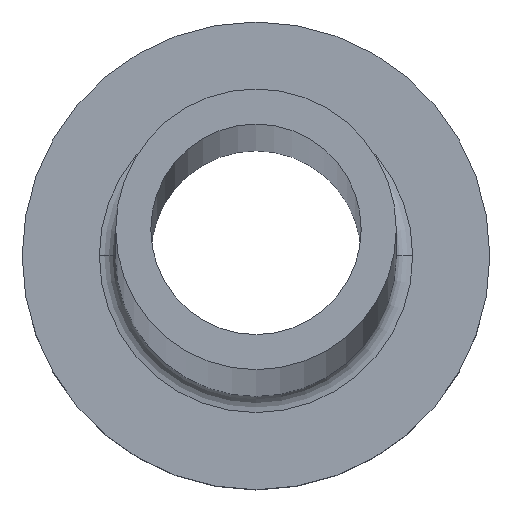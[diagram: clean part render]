
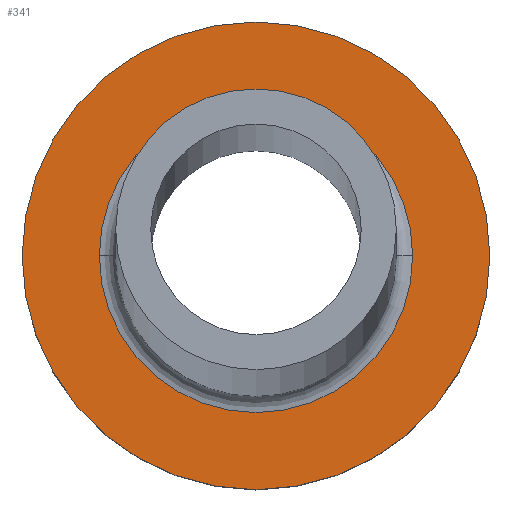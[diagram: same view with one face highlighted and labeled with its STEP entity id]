
A CAD part, top view. The second image highlights one B-rep face of the part: STEP entity #341.
In plain terms, the highlighted planar face has unit normal (0, 0, 1).
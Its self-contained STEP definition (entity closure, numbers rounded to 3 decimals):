
#1 = DIRECTION ( 'NONE',  ( 1., 0., 0. ) ) ;
#2 = EDGE_CURVE ( 'NONE', #271, #51, #263, .T. ) ;
#3 = FACE_BOUND ( 'NONE', #352, .T. ) ;
#8 = EDGE_LOOP ( 'NONE', ( #188, #135 ) ) ;
#24 = DIRECTION ( 'NONE',  ( 0., 0., -1. ) ) ;
#39 = DIRECTION ( 'NONE',  ( 0., 0., 1. ) ) ;
#44 = CARTESIAN_POINT ( 'NONE',  ( 0., 0., 7. ) ) ;
#47 = VERTEX_POINT ( 'NONE', #104 ) ;
#51 = VERTEX_POINT ( 'NONE', #337 ) ;
#53 = ORIENTED_EDGE ( 'NONE', *, *, #2, .T. ) ;
#84 = CIRCLE ( 'NONE', #370, 6.7 ) ;
#87 = CARTESIAN_POINT ( 'NONE',  ( 0., 0., 7. ) ) ;
#96 = CARTESIAN_POINT ( 'NONE',  ( 0., 0., 7. ) ) ;
#99 = DIRECTION ( 'NONE',  ( 0., 0., 1. ) ) ;
#104 = CARTESIAN_POINT ( 'NONE',  ( 10., 0., 7. ) ) ;
#108 = CARTESIAN_POINT ( 'NONE',  ( 0., 0., 7. ) ) ;
#118 = FACE_OUTER_BOUND ( 'NONE', #8, .T. ) ;
#120 = CIRCLE ( 'NONE', #338, 10. ) ;
#124 = CARTESIAN_POINT ( 'NONE',  ( 6.7, 0., 7. ) ) ;
#135 = ORIENTED_EDGE ( 'NONE', *, *, #300, .T. ) ;
#139 = DIRECTION ( 'NONE',  ( 0., 0., 1. ) ) ;
#154 = DIRECTION ( 'NONE',  ( 1., 0., 0. ) ) ;
#162 = CARTESIAN_POINT ( 'NONE',  ( 0., 0., 7. ) ) ;
#163 = EDGE_CURVE ( 'NONE', #51, #271, #84, .T. ) ;
#169 = DIRECTION ( 'NONE',  ( 0., 0., -1. ) ) ;
#172 = EDGE_CURVE ( 'NONE', #182, #47, #120, .T. ) ;
#180 = AXIS2_PLACEMENT_3D ( 'NONE', #96, #99, #237 ) ;
#182 = VERTEX_POINT ( 'NONE', #223 ) ;
#188 = ORIENTED_EDGE ( 'NONE', *, *, #172, .T. ) ;
#208 = AXIS2_PLACEMENT_3D ( 'NONE', #44, #39, #154 ) ;
#223 = CARTESIAN_POINT ( 'NONE',  ( -10., 0., 7. ) ) ;
#237 = DIRECTION ( 'NONE',  ( 1., 0., 0. ) ) ;
#241 = ORIENTED_EDGE ( 'NONE', *, *, #163, .T. ) ;
#253 = DIRECTION ( 'NONE',  ( 1., 0., 0. ) ) ;
#258 = DIRECTION ( 'NONE',  ( 1., 0., 0. ) ) ;
#263 = CIRCLE ( 'NONE', #378, 6.7 ) ;
#271 = VERTEX_POINT ( 'NONE', #124 ) ;
#300 = EDGE_CURVE ( 'NONE', #47, #182, #303, .T. ) ;
#303 = CIRCLE ( 'NONE', #208, 10. ) ;
#337 = CARTESIAN_POINT ( 'NONE',  ( -6.7, 0., 7. ) ) ;
#338 = AXIS2_PLACEMENT_3D ( 'NONE', #108, #139, #258 ) ;
#341 = ADVANCED_FACE ( 'NONE', ( #3, #118 ), #359, .T. ) ;
#352 = EDGE_LOOP ( 'NONE', ( #53, #241 ) ) ;
#359 = PLANE ( 'NONE',  #180 ) ;
#370 = AXIS2_PLACEMENT_3D ( 'NONE', #87, #169, #1 ) ;
#378 = AXIS2_PLACEMENT_3D ( 'NONE', #162, #24, #253 ) ;
